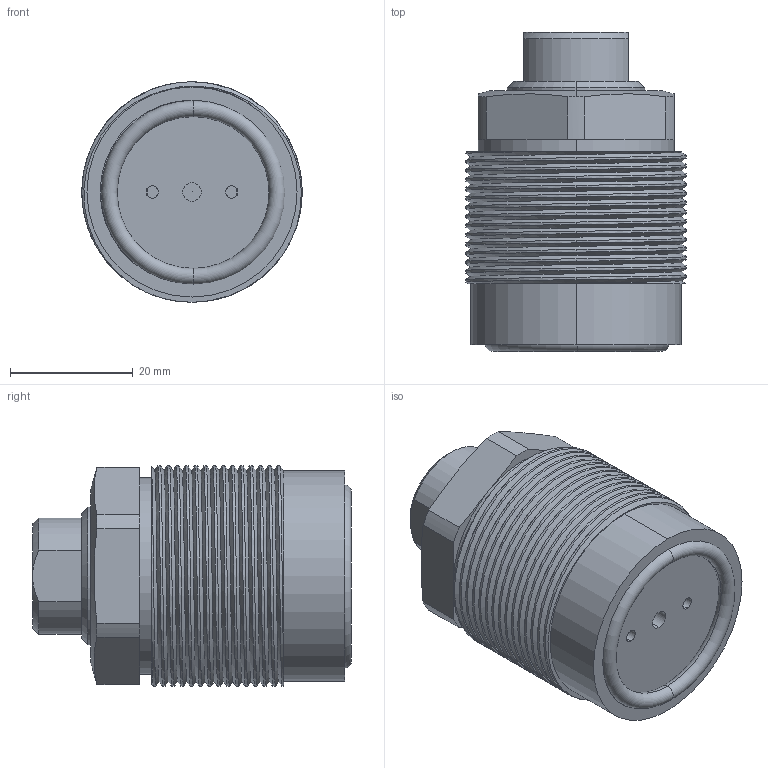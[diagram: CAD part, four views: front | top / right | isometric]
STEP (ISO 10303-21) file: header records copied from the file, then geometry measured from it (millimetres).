
FILE_DESCRIPTION (( 'STEP AP214' ), '1' );
FILE_NAME ('CTC-K036AS.STEP', '2018-10-29T10:49:01', ( '' ), ( '' ), 'SwSTEP 2.0', 'SolidWorks 2016', '' );
FILE_SCHEMA (( 'AUTOMOTIVE_DESIGN' ));
Length unit declared in the file: millimetre
Products named in the file (4): CTC-K036AS(HSG); CTC-K036RS(BT); CTC-K036AS; CTC-K036(O)
Assembly tree (3 placements, depth 2):
  CTC-K036AS
    CTC-K036RS(BT)
    CTC-K036AS(HSG)
    CTC-K036(O)
Bounding box: 35.99 x 52.08 x 36 mm (x, y, z)
Volume: 35405.5 mm3; surface area: 17059.6 mm2
Topology: 3 solids, 3 shells, 102 faces, 255 edges, 163 vertices
Faces by surface type: cylinder 62, plane 25, cone 9, torus 4, bspline 2
Entity records: 5080 total; most frequent: CARTESIAN_POINT 2598, ORIENTED_EDGE 506, DIRECTION 480, EDGE_CURVE 253, AXIS2_PLACEMENT_3D 195, VERTEX_POINT 163, EDGE_LOOP 116, ADVANCED_FACE 102
